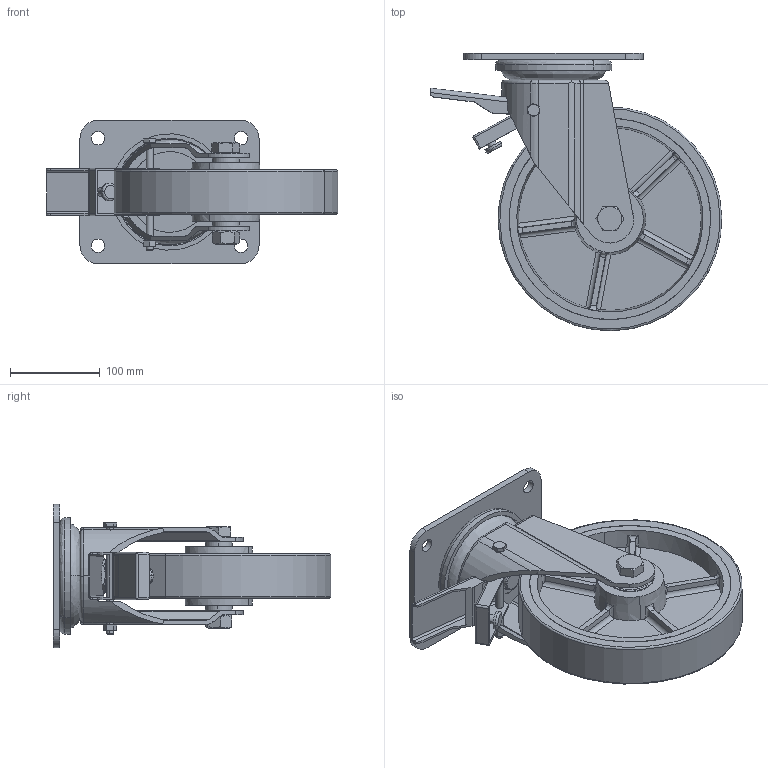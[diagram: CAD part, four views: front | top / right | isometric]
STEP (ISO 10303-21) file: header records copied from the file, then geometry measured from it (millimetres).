
FILE_DESCRIPTION (( 'STEP AP214' ), '1' );
FILE_NAME ('0012048_L-HO-PUZG-250-K-3-DSV.step', '2018-07-25T13:49:25', ( '' ), ( '' ), 'SwSTEP 2.0', 'SolidWorks 2018', '' );
FILE_SCHEMA (( 'AUTOMOTIVE_DESIGN' ));
Length unit declared in the file: millimetre
Products named in the file (1): 0012048_L-HO-PUZG-250-K-3-DSV
Bounding box: 325.66 x 309.96 x 160 mm (x, y, z)
Surface area: 610452 mm2 (no closed solid volume)
Topology: 0 solids, 34 shells, 684 faces, 1717 edges, 1111 vertices
Faces by surface type: cylinder 231, plane 207, cone 106, bspline 88, torus 52
Entity records: 46757 total; most frequent: CARTESIAN_POINT 23335, ORIENTED_EDGE 3410, DIRECTION 2992, EDGE_CURVE 1717, AXIS2_PLACEMENT_3D 1225, VERTEX_POINT 1111, EDGE_LOOP 776, UNCERTAINTY_MEASURE_WITH_UNIT 713
